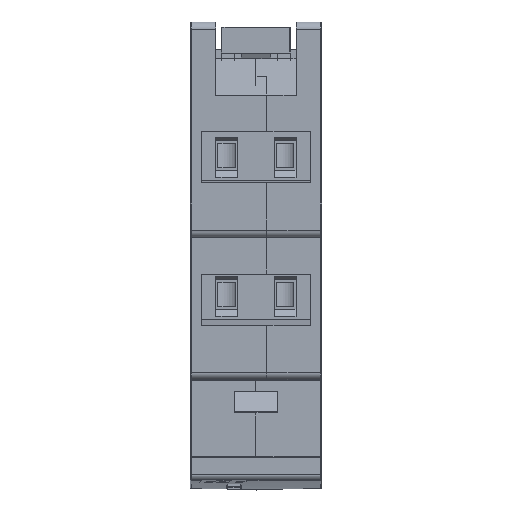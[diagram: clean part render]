
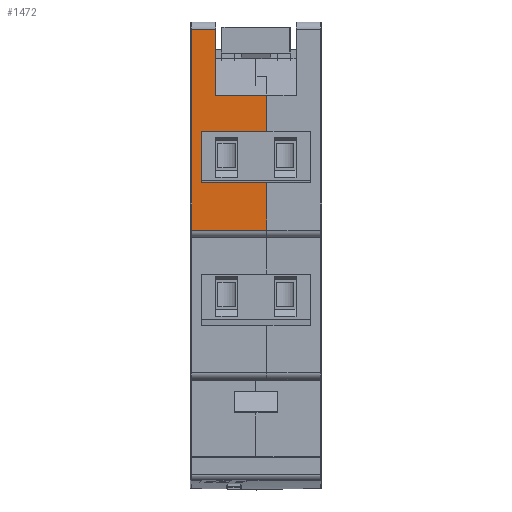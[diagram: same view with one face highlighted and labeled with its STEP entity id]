
A CAD part, top view. The second image highlights one B-rep face of the part: STEP entity #1472.
In plain terms, the highlighted planar face has unit normal (0, 0, 1).
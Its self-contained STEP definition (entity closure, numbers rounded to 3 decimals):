
#1472=ADVANCED_FACE('',(#3189),#3191,.T.);
#3189=FACE_BOUND('',#3190,.T.);
#3190=EDGE_LOOP('',(#7614,#7615,#7616,#7617,#7618,#7619,#7620,#7621,#7622,#7623));
#3191=PLANE('',#3192);
#3192=AXIS2_PLACEMENT_3D('',#3193,#3194,#3195);
#3193=CARTESIAN_POINT('',(0.,28.75,44.75));
#3194=DIRECTION('',(0.,0.,1.));
#3195=DIRECTION('',(0.,-1.,0.));
#7614=ORIENTED_EDGE('',*,*,#10753,.T.);
#7615=ORIENTED_EDGE('',*,*,#10754,.T.);
#7616=ORIENTED_EDGE('',*,*,#10755,.F.);
#7617=ORIENTED_EDGE('',*,*,#10756,.T.);
#7618=ORIENTED_EDGE('',*,*,#10757,.T.);
#7619=ORIENTED_EDGE('',*,*,#10758,.T.);
#7620=ORIENTED_EDGE('',*,*,#10759,.F.);
#7621=ORIENTED_EDGE('',*,*,#10667,.T.);
#7622=ORIENTED_EDGE('',*,*,#10633,.T.);
#7623=ORIENTED_EDGE('',*,*,#10752,.F.);
#10633=EDGE_CURVE('',#12369,#12367,#12370,.T.);
#10667=EDGE_CURVE('',#12434,#12369,#12435,.F.);
#10752=EDGE_CURVE('',#12578,#12367,#12580,.T.);
#10753=EDGE_CURVE('',#12578,#12581,#12582,.T.);
#10754=EDGE_CURVE('',#12581,#12583,#12584,.T.);
#10755=EDGE_CURVE('',#12585,#12583,#12586,.T.);
#10756=EDGE_CURVE('',#12585,#12587,#12588,.F.);
#10757=EDGE_CURVE('',#12587,#12589,#12590,.T.);
#10758=EDGE_CURVE('',#12589,#12591,#12592,.F.);
#10759=EDGE_CURVE('',#12434,#12591,#12593,.T.);
#12367=VERTEX_POINT('',#15365);
#12369=VERTEX_POINT('',#15370);
#12370=LINE('',#15371,#15372);
#12434=VERTEX_POINT('',#15510);
#12435=LINE('',#15511,#15512);
#12578=VERTEX_POINT('',#15822);
#12580=LINE('',#15827,#15828);
#12581=VERTEX_POINT('',#15830);
#12582=LINE('',#15831,#15832);
#12583=VERTEX_POINT('',#15834);
#12584=LINE('',#15835,#15836);
#12585=VERTEX_POINT('',#15838);
#12586=LINE('',#15839,#15840);
#12587=VERTEX_POINT('',#15842);
#12588=LINE('',#15843,#15844);
#12589=VERTEX_POINT('',#15846);
#12590=LINE('',#15847,#15848);
#12591=VERTEX_POINT('',#15850);
#12592=LINE('',#15851,#15852);
#12593=LINE('',#15854,#15855);
#15365=CARTESIAN_POINT('',(3.5,28.75,44.75));
#15370=CARTESIAN_POINT('',(3.5,19.75,44.75));
#15371=CARTESIAN_POINT('',(3.5,19.75,44.75));
#15372=VECTOR('',#15373,1.);
#15373=DIRECTION('',(0.,1.,0.));
#15510=CARTESIAN_POINT('',(10.5,19.75,44.75));
#15511=CARTESIAN_POINT('',(3.5,19.75,44.75));
#15512=VECTOR('',#15513,1.);
#15513=DIRECTION('',(1.,0.,0.));
#15822=CARTESIAN_POINT('',(0.2,28.75,44.75));
#15827=CARTESIAN_POINT('',(0.2,28.75,44.75));
#15828=VECTOR('',#15829,1.);
#15829=DIRECTION('',(1.,0.,0.));
#15830=CARTESIAN_POINT('',(0.2,1.25,44.75));
#15831=CARTESIAN_POINT('',(0.2,28.75,44.75));
#15832=VECTOR('',#15833,1.);
#15833=DIRECTION('',(0.,-1.,0.));
#15834=CARTESIAN_POINT('',(10.5,1.25,44.75));
#15835=CARTESIAN_POINT('',(0.2,1.25,44.75));
#15836=VECTOR('',#15837,1.);
#15837=DIRECTION('',(1.,0.,0.));
#15838=CARTESIAN_POINT('',(10.5,7.75,44.75));
#15839=CARTESIAN_POINT('',(10.5,7.75,44.75));
#15840=VECTOR('',#15841,1.);
#15841=DIRECTION('',(0.,-1.,0.));
#15842=CARTESIAN_POINT('',(1.5,7.75,44.75));
#15843=CARTESIAN_POINT('',(1.5,7.75,44.75));
#15844=VECTOR('',#15845,1.);
#15845=DIRECTION('',(1.,0.,0.));
#15846=CARTESIAN_POINT('',(1.5,14.75,44.75));
#15847=CARTESIAN_POINT('',(1.5,7.75,44.75));
#15848=VECTOR('',#15849,1.);
#15849=DIRECTION('',(0.,1.,0.));
#15850=CARTESIAN_POINT('',(10.5,14.75,44.75));
#15851=CARTESIAN_POINT('',(10.5,14.75,44.75));
#15852=VECTOR('',#15853,1.);
#15853=DIRECTION('',(-1.,0.,0.));
#15854=CARTESIAN_POINT('',(10.5,19.75,44.75));
#15855=VECTOR('',#15856,1.);
#15856=DIRECTION('',(0.,-1.,0.));
